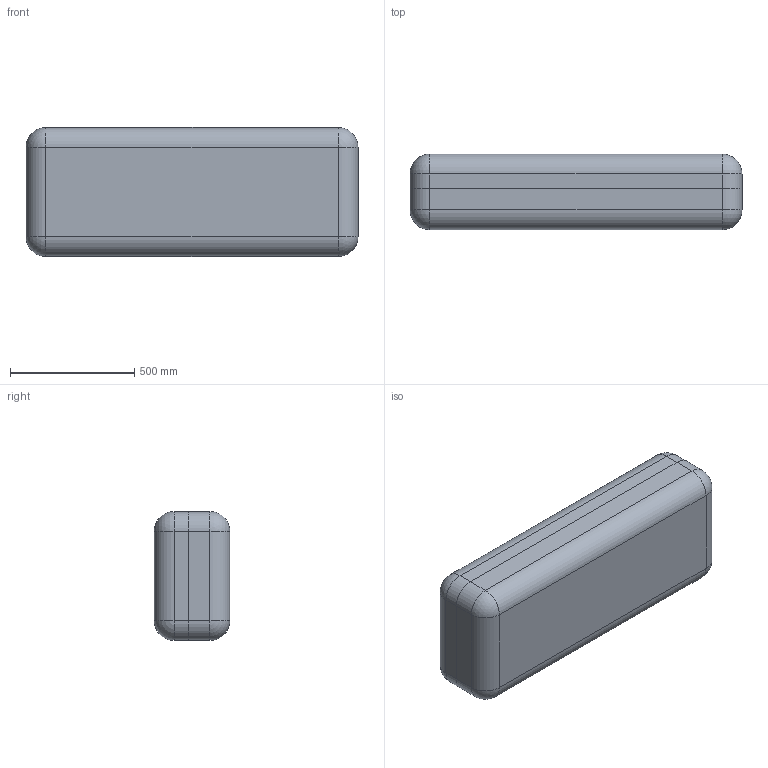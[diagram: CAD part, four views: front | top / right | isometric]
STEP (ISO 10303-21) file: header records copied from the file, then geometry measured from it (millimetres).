
FILE_DESCRIPTION (( 'STEP AP214' ), '1' );
FILE_NAME ('Êîíòåéíåð ÀÄÌÈÐÀË.STEP', '2025-09-16T09:20:27', ( '' ), ( '' ), 'SwSTEP 2.0', 'SolidWorks 2021', '' );
FILE_SCHEMA (( 'AUTOMOTIVE_DESIGN' ));
Length unit declared in the file: millimetre
Products named in the file (3): Base 227; Lid 227; Êîíòåéíåð ÀÄÌÈÐÀË
Assembly tree (2 placements, depth 2):
  Êîíòåéíåð ÀÄÌÈÐÀË
    Base 227
    Lid 227
Bounding box: 1336.82 x 304.28 x 519.58 mm (x, y, z)
Volume: 102667633.3 mm3; surface area: 5334008.8 mm2
Topology: 2 solids, 2 shells, 2326 faces, 5724 edges, 3312 vertices
Faces by surface type: cylinder 932, bspline 504, plane 494, torus 284, sphere 80, cone 32
Entity records: 87127 total; most frequent: CARTESIAN_POINT 36575, ORIENTED_EDGE 11256, DIRECTION 10006, EDGE_CURVE 5628, AXIS2_PLACEMENT_3D 3939, VERTEX_POINT 3312, EDGE_LOOP 2348, ADVANCED_FACE 2326
